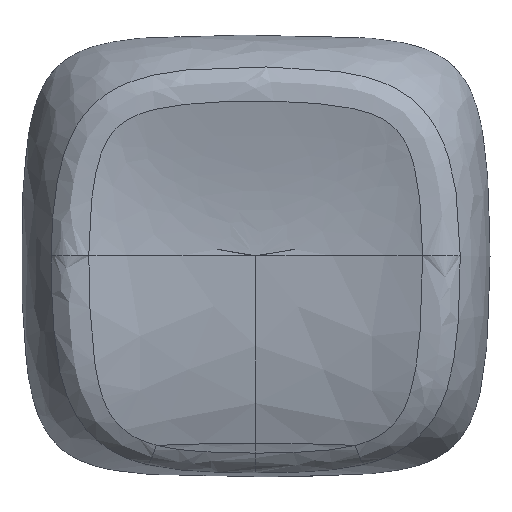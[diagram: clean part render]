
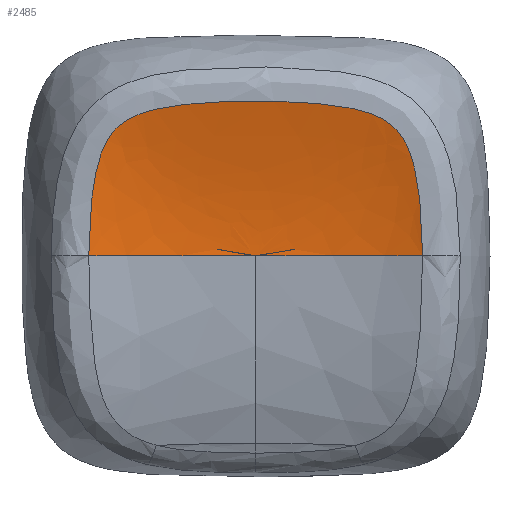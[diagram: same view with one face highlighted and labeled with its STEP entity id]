
A CAD part, top view. The second image highlights one B-rep face of the part: STEP entity #2485.
In plain terms, the highlighted free-form (B-spline) face has degree [3, 3] with [10, 5] control points.
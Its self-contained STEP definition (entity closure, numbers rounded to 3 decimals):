
#39=(
BOUNDED_CURVE()
B_SPLINE_CURVE(5,(#12300,#12301,#12302,#12303,#12304,#12305,#12306,#12307,
#12308,#12309),.UNSPECIFIED.,.F.,.F.)
B_SPLINE_CURVE_WITH_KNOTS((6,1,1,1,1,6),(0.183,0.2,0.4,0.6,
0.8,1.),.UNSPECIFIED.)
CURVE()
GEOMETRIC_REPRESENTATION_ITEM()
RATIONAL_B_SPLINE_CURVE((1.,1.,1.,1.,1.,1.,1.,1.,1.,1.))
REPRESENTATION_ITEM('')
);
#40=(
BOUNDED_CURVE()
B_SPLINE_CURVE(5,(#12310,#12311,#12312,#12313,#12314,#12315,#12316,#12317,
#12318,#12319),.UNSPECIFIED.,.F.,.F.)
B_SPLINE_CURVE_WITH_KNOTS((6,1,1,1,1,6),(0.183,0.2,0.4,0.6,0.8,
1.),.UNSPECIFIED.)
CURVE()
GEOMETRIC_REPRESENTATION_ITEM()
RATIONAL_B_SPLINE_CURVE((1.,1.,1.,1.,1.,1.,1.,1.,1.,1.))
REPRESENTATION_ITEM('')
);
#247=FACE_OUTER_BOUND('',#395,.T.);
#395=EDGE_LOOP('',(#1913,#1914,#1915));
#800=B_SPLINE_CURVE_WITH_KNOTS('',3,(#12145,#12146,#12147,#12148,#12149,
#12150,#12151,#12152,#12153,#12154,#12155,#12156,#12157,#12158,#12159,#12160,
#12161,#12162,#12163,#12164,#12165,#12166,#12167),.UNSPECIFIED.,.F.,.F.,
(4,1,1,1,1,1,1,1,1,2,1,1,1,1,1,1,1,1,1,4),(-2.163,-1.947,
-1.839,-1.731,-1.677,-1.623,
-1.514,-1.406,-1.298,-1.082,
-0.865,-0.757,-0.649,-0.595,
-0.541,-0.433,-0.379,-0.325,
-0.216,0.),.UNSPECIFIED.);
#1047=VERTEX_POINT('',#12016);
#1048=VERTEX_POINT('',#12143);
#1050=VERTEX_POINT('',#12299);
#1383=EDGE_CURVE('',#1047,#1048,#800,.T.);
#1387=EDGE_CURVE('',#1047,#1050,#39,.T.);
#1388=EDGE_CURVE('',#1048,#1050,#40,.T.);
#1913=ORIENTED_EDGE('',*,*,#1383,.F.);
#1914=ORIENTED_EDGE('',*,*,#1387,.T.);
#1915=ORIENTED_EDGE('',*,*,#1388,.F.);
#2373=B_SPLINE_SURFACE_WITH_KNOTS('',3,3,((#12249,#12250,#12251,#12252,
#12253),(#12254,#12255,#12256,#12257,#12258),(#12259,#12260,#12261,#12262,
#12263),(#12264,#12265,#12266,#12267,#12268),(#12269,#12270,#12271,#12272,
#12273),(#12274,#12275,#12276,#12277,#12278),(#12279,#12280,#12281,#12282,
#12283),(#12284,#12285,#12286,#12287,#12288),(#12289,#12290,#12291,#12292,
#12293),(#12294,#12295,#12296,#12297,#12298)),.UNSPECIFIED.,.F.,.F.,.F.,
(4,1,1,1,1,1,1,4),(4,1,4),(0.,0.143,0.286,0.429,
0.571,0.714,0.857,1.),(0.104,
0.488,1.),.UNSPECIFIED.);
#2485=ADVANCED_FACE('',(#247),#2373,.F.);
#12016=CARTESIAN_POINT('',(-6.23,0.,5.526));
#12143=CARTESIAN_POINT('',(6.23,0.,5.526));
#12145=CARTESIAN_POINT('Ctrl Pts',(-6.23,0.,
5.526));
#12146=CARTESIAN_POINT('Ctrl Pts',(-6.23,0.705,
5.526));
#12147=CARTESIAN_POINT('Ctrl Pts',(-6.185,1.778,5.531));
#12148=CARTESIAN_POINT('Ctrl Pts',(-5.985,3.133,5.56));
#12149=CARTESIAN_POINT('Ctrl Pts',(-5.751,3.944,5.592));
#12150=CARTESIAN_POINT('Ctrl Pts',(-5.431,4.517,5.617));
#12151=CARTESIAN_POINT('Ctrl Pts',(-4.985,5.007,5.634));
#12152=CARTESIAN_POINT('Ctrl Pts',(-4.225,5.376,5.636));
#12153=CARTESIAN_POINT('Ctrl Pts',(-3.205,5.594,5.636));
#12154=CARTESIAN_POINT('Ctrl Pts',(-1.799,5.746,5.639));
#12155=CARTESIAN_POINT('Ctrl Pts',(-0.717,5.774,
5.641));
#12156=CARTESIAN_POINT('Ctrl Pts',(0.716,5.775,5.641));
#12157=CARTESIAN_POINT('Ctrl Pts',(1.799,5.745,5.639));
#12158=CARTESIAN_POINT('Ctrl Pts',(3.201,5.595,5.636));
#12159=CARTESIAN_POINT('Ctrl Pts',(4.06,5.41,5.636));
#12160=CARTESIAN_POINT('Ctrl Pts',(4.681,5.155,5.634));
#12161=CARTESIAN_POINT('Ctrl Pts',(5.242,4.79,5.628));
#12162=CARTESIAN_POINT('Ctrl Pts',(5.618,4.241,5.605));
#12163=CARTESIAN_POINT('Ctrl Pts',(5.844,3.616,5.579));
#12164=CARTESIAN_POINT('Ctrl Pts',(6.011,2.965,5.557));
#12165=CARTESIAN_POINT('Ctrl Pts',(6.185,1.775,5.531));
#12166=CARTESIAN_POINT('Ctrl Pts',(6.23,0.705,5.526));
#12167=CARTESIAN_POINT('Ctrl Pts',(6.23,0.,
5.526));
#12249=CARTESIAN_POINT('Ctrl Pts',(-6.576,0.,
5.641));
#12250=CARTESIAN_POINT('Ctrl Pts',(-6.032,0.,
5.451));
#12251=CARTESIAN_POINT('Ctrl Pts',(-4.589,0.,
5.038));
#12252=CARTESIAN_POINT('Ctrl Pts',(-2.158,0.,
4.8));
#12253=CARTESIAN_POINT('Ctrl Pts',(0.,0.,
4.8));
#12254=CARTESIAN_POINT('Ctrl Pts',(-6.576,1.212,5.641));
#12255=CARTESIAN_POINT('Ctrl Pts',(-6.033,1.038,5.451));
#12256=CARTESIAN_POINT('Ctrl Pts',(-4.589,0.634,
5.038));
#12257=CARTESIAN_POINT('Ctrl Pts',(-2.158,0.231,
4.8));
#12258=CARTESIAN_POINT('Ctrl Pts',(0.,0.,
4.8));
#12259=CARTESIAN_POINT('Ctrl Pts',(-6.361,3.601,5.641));
#12260=CARTESIAN_POINT('Ctrl Pts',(-5.838,3.108,5.451));
#12261=CARTESIAN_POINT('Ctrl Pts',(-4.366,1.871,5.038));
#12262=CARTESIAN_POINT('Ctrl Pts',(-1.982,0.627,
4.8));
#12263=CARTESIAN_POINT('Ctrl Pts',(0.,0.,
4.8));
#12264=CARTESIAN_POINT('Ctrl Pts',(-4.991,5.382,5.641));
#12265=CARTESIAN_POINT('Ctrl Pts',(-4.586,4.614,5.451));
#12266=CARTESIAN_POINT('Ctrl Pts',(-3.278,2.818,5.038));
#12267=CARTESIAN_POINT('Ctrl Pts',(-1.34,1.023,4.8));
#12268=CARTESIAN_POINT('Ctrl Pts',(0.,0.,
4.8));
#12269=CARTESIAN_POINT('Ctrl Pts',(-2.017,5.799,5.641));
#12270=CARTESIAN_POINT('Ctrl Pts',(-1.855,4.929,5.451));
#12271=CARTESIAN_POINT('Ctrl Pts',(-1.277,3.069,5.038));
#12272=CARTESIAN_POINT('Ctrl Pts',(-0.472,1.22,
4.8));
#12273=CARTESIAN_POINT('Ctrl Pts',(0.,0.,
4.8));
#12274=CARTESIAN_POINT('Ctrl Pts',(2.022,5.797,5.641));
#12275=CARTESIAN_POINT('Ctrl Pts',(1.86,4.927,5.451));
#12276=CARTESIAN_POINT('Ctrl Pts',(1.28,3.068,5.038));
#12277=CARTESIAN_POINT('Ctrl Pts',(0.472,1.22,4.8));
#12278=CARTESIAN_POINT('Ctrl Pts',(0.,0.,
4.8));
#12279=CARTESIAN_POINT('Ctrl Pts',(4.986,5.381,5.641));
#12280=CARTESIAN_POINT('Ctrl Pts',(4.582,4.613,5.451));
#12281=CARTESIAN_POINT('Ctrl Pts',(3.276,2.817,5.038));
#12282=CARTESIAN_POINT('Ctrl Pts',(1.34,1.023,4.8));
#12283=CARTESIAN_POINT('Ctrl Pts',(0.,0.,
4.8));
#12284=CARTESIAN_POINT('Ctrl Pts',(6.361,3.601,5.641));
#12285=CARTESIAN_POINT('Ctrl Pts',(5.838,3.108,5.451));
#12286=CARTESIAN_POINT('Ctrl Pts',(4.366,1.871,5.038));
#12287=CARTESIAN_POINT('Ctrl Pts',(1.982,0.627,4.8));
#12288=CARTESIAN_POINT('Ctrl Pts',(0.,0.,
4.8));
#12289=CARTESIAN_POINT('Ctrl Pts',(6.576,1.212,5.641));
#12290=CARTESIAN_POINT('Ctrl Pts',(6.033,1.038,5.451));
#12291=CARTESIAN_POINT('Ctrl Pts',(4.589,0.634,5.038));
#12292=CARTESIAN_POINT('Ctrl Pts',(2.158,0.231,4.8));
#12293=CARTESIAN_POINT('Ctrl Pts',(0.,0.,
4.8));
#12294=CARTESIAN_POINT('Ctrl Pts',(6.576,0.,
5.641));
#12295=CARTESIAN_POINT('Ctrl Pts',(6.032,0.,
5.451));
#12296=CARTESIAN_POINT('Ctrl Pts',(4.589,0.,
5.038));
#12297=CARTESIAN_POINT('Ctrl Pts',(2.158,0.,
4.8));
#12298=CARTESIAN_POINT('Ctrl Pts',(0.,0.,
4.8));
#12299=CARTESIAN_POINT('',(0.,0.,4.8));
#12300=CARTESIAN_POINT('Ctrl Pts',(-6.23,0.,
5.526));
#12301=CARTESIAN_POINT('Ctrl Pts',(-6.215,0.,
5.522));
#12302=CARTESIAN_POINT('Ctrl Pts',(-6.016,0.,
5.46));
#12303=CARTESIAN_POINT('Ctrl Pts',(-5.617,0.,
5.344));
#12304=CARTESIAN_POINT('Ctrl Pts',(-4.967,0.,
5.182));
#12305=CARTESIAN_POINT('Ctrl Pts',(-3.961,0.,
4.995));
#12306=CARTESIAN_POINT('Ctrl Pts',(-2.674,0.,
4.864));
#12307=CARTESIAN_POINT('Ctrl Pts',(-1.452,0.,
4.812));
#12308=CARTESIAN_POINT('Ctrl Pts',(-0.506,0.,
4.8));
#12309=CARTESIAN_POINT('Ctrl Pts',(0.,0.,
4.8));
#12310=CARTESIAN_POINT('Ctrl Pts',(6.23,0.,
5.526));
#12311=CARTESIAN_POINT('Ctrl Pts',(6.215,0.,
5.522));
#12312=CARTESIAN_POINT('Ctrl Pts',(6.016,0.,
5.46));
#12313=CARTESIAN_POINT('Ctrl Pts',(5.617,0.,
5.344));
#12314=CARTESIAN_POINT('Ctrl Pts',(4.967,0.,
5.182));
#12315=CARTESIAN_POINT('Ctrl Pts',(3.961,0.,
4.995));
#12316=CARTESIAN_POINT('Ctrl Pts',(2.674,0.,
4.864));
#12317=CARTESIAN_POINT('Ctrl Pts',(1.452,0.,
4.812));
#12318=CARTESIAN_POINT('Ctrl Pts',(0.506,0.,
4.8));
#12319=CARTESIAN_POINT('Ctrl Pts',(0.,0.,4.8));
